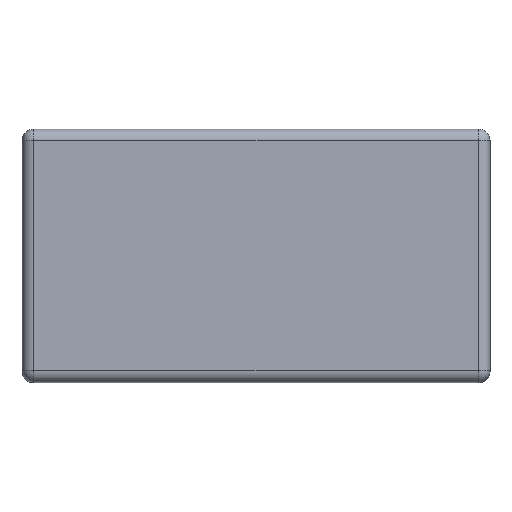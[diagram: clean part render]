
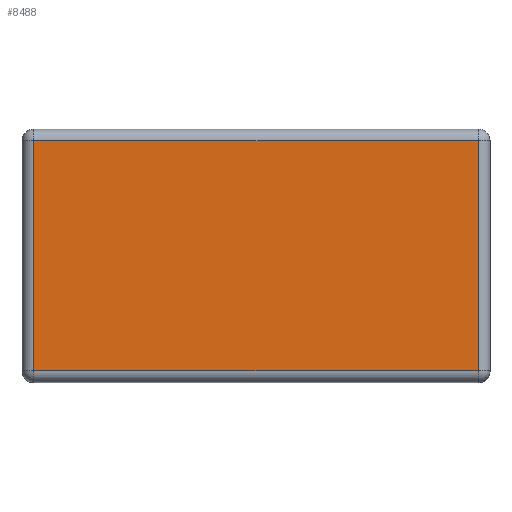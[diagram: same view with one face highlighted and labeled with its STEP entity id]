
A CAD part, top view. The second image highlights one B-rep face of the part: STEP entity #8488.
In plain terms, the highlighted face is planar.
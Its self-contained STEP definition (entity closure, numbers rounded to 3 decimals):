
#8214=CARTESIAN_POINT('',(-57.0,-29.5,-28.));
#8215=VERTEX_POINT('',#8214);
#8223=CARTESIAN_POINT('',(57.0,-29.5,-28.));
#8224=VERTEX_POINT('',#8223);
#8225=CARTESIAN_POINT('',(-57.0,-29.5,-28.));
#8226=DIRECTION('',(1.0,0.0,0.0));
#8227=VECTOR('',#8226,114.0);
#8228=LINE('',#8225,#8227);
#8229=EDGE_CURVE('',#8215,#8224,#8228,.T.);
#8263=CARTESIAN_POINT('',(57.0,29.5,-28.));
#8264=VERTEX_POINT('',#8263);
#8265=CARTESIAN_POINT('',(57.0,-29.5,-28.));
#8266=DIRECTION('',(0.0,1.0,0.0));
#8267=VECTOR('',#8266,59.);
#8268=LINE('',#8265,#8267);
#8269=EDGE_CURVE('',#8224,#8264,#8268,.T.);
#8320=CARTESIAN_POINT('',(-57.0,29.5,-28.));
#8321=VERTEX_POINT('',#8320);
#8322=CARTESIAN_POINT('',(57.0,29.5,-28.));
#8323=DIRECTION('',(-1.0,0.0,0.0));
#8324=VECTOR('',#8323,114.0);
#8325=LINE('',#8322,#8324);
#8326=EDGE_CURVE('',#8264,#8321,#8325,.T.);
#8375=CARTESIAN_POINT('',(-57.0,29.5,-28.));
#8376=DIRECTION('',(0.0,-1.0,0.0));
#8377=VECTOR('',#8376,59.);
#8378=LINE('',#8375,#8377);
#8379=EDGE_CURVE('',#8321,#8215,#8378,.T.);
#8477=CARTESIAN_POINT('',(0.,0.,-28.));
#8478=DIRECTION('',(0.0,0.0,1.0));
#8479=DIRECTION('',(1.0,0.0,0.0));
#8480=AXIS2_PLACEMENT_3D('',#8477,#8478,#8479);
#8481=PLANE('',#8480);
#8482=ORIENTED_EDGE('',*,*,#8229,.F.);
#8483=ORIENTED_EDGE('',*,*,#8379,.F.);
#8484=ORIENTED_EDGE('',*,*,#8326,.F.);
#8485=ORIENTED_EDGE('',*,*,#8269,.F.);
#8486=EDGE_LOOP('',(#8482,#8483,#8484,#8485));
#8487=FACE_OUTER_BOUND('',#8486,.T.);
#8488=ADVANCED_FACE('',(#8487),#8481,.F.);
